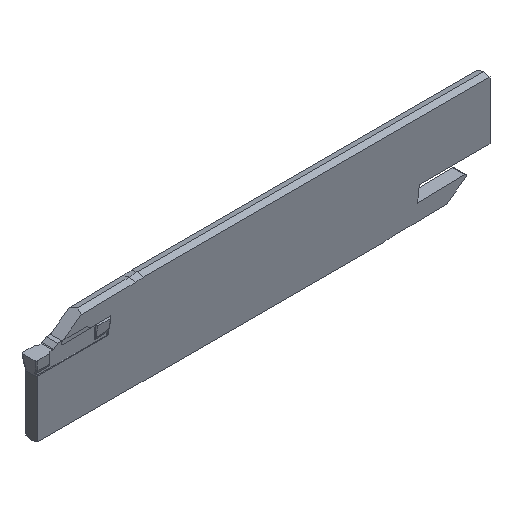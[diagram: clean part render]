
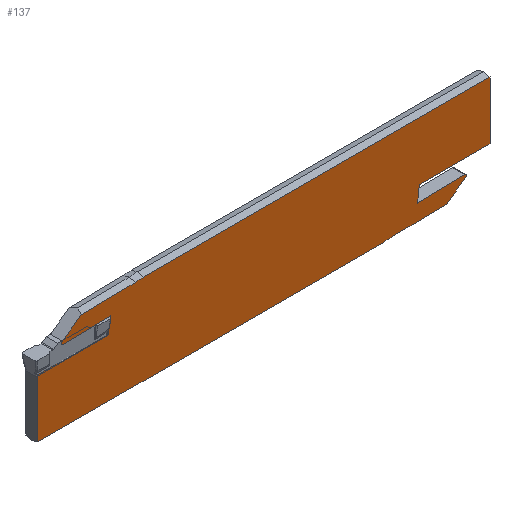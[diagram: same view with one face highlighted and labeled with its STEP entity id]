
A CAD part, isometric view. The second image highlights one B-rep face of the part: STEP entity #137.
In plain terms, the highlighted planar face has unit normal (0, -1, 0).
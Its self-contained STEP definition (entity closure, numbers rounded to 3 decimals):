
#137=ADVANCED_FACE('',(#245),#203,.F.);
#203=PLANE('',#1330);
#245=FACE_OUTER_BOUND('',#311,.T.);
#311=EDGE_LOOP('',(#395,#396,#397,#398,#399,#400,#401,#402,#403,#404,#405,
#406,#407,#408,#409,#410,#411,#412));
#377=CIRCLE('',#1326,25.536);
#378=CIRCLE('',#1327,0.6);
#379=CIRCLE('',#1328,25.536);
#380=CIRCLE('',#1329,0.6);
#395=ORIENTED_EDGE('',*,*,#879,.F.);
#396=ORIENTED_EDGE('',*,*,#880,.F.);
#397=ORIENTED_EDGE('',*,*,#881,.T.);
#398=ORIENTED_EDGE('',*,*,#882,.F.);
#399=ORIENTED_EDGE('',*,*,#883,.F.);
#400=ORIENTED_EDGE('',*,*,#884,.F.);
#401=ORIENTED_EDGE('',*,*,#885,.F.);
#402=ORIENTED_EDGE('',*,*,#886,.F.);
#403=ORIENTED_EDGE('',*,*,#887,.F.);
#404=ORIENTED_EDGE('',*,*,#888,.F.);
#405=ORIENTED_EDGE('',*,*,#889,.F.);
#406=ORIENTED_EDGE('',*,*,#890,.F.);
#407=ORIENTED_EDGE('',*,*,#891,.T.);
#408=ORIENTED_EDGE('',*,*,#892,.F.);
#409=ORIENTED_EDGE('',*,*,#893,.F.);
#410=ORIENTED_EDGE('',*,*,#894,.F.);
#411=ORIENTED_EDGE('',*,*,#895,.F.);
#412=ORIENTED_EDGE('',*,*,#896,.F.);
#759=VERTEX_POINT('',#1786);
#760=VERTEX_POINT('',#1787);
#761=VERTEX_POINT('',#1789);
#762=VERTEX_POINT('',#1791);
#763=VERTEX_POINT('',#1793);
#764=VERTEX_POINT('',#1795);
#765=VERTEX_POINT('',#1797);
#766=VERTEX_POINT('',#1799);
#767=VERTEX_POINT('',#1801);
#768=VERTEX_POINT('',#1803);
#769=VERTEX_POINT('',#1805);
#770=VERTEX_POINT('',#1807);
#771=VERTEX_POINT('',#1809);
#772=VERTEX_POINT('',#1811);
#773=VERTEX_POINT('',#1813);
#774=VERTEX_POINT('',#1815);
#775=VERTEX_POINT('',#1817);
#776=VERTEX_POINT('',#1819);
#879=EDGE_CURVE('',#759,#760,#1061,.T.);
#880=EDGE_CURVE('',#761,#759,#1062,.T.);
#881=EDGE_CURVE('',#761,#762,#1063,.T.);
#882=EDGE_CURVE('',#763,#762,#1064,.T.);
#883=EDGE_CURVE('',#764,#763,#377,.T.);
#884=EDGE_CURVE('',#765,#764,#1065,.T.);
#885=EDGE_CURVE('',#766,#765,#1066,.T.);
#886=EDGE_CURVE('',#767,#766,#378,.T.);
#887=EDGE_CURVE('',#768,#767,#1067,.T.);
#888=EDGE_CURVE('',#769,#768,#1068,.T.);
#889=EDGE_CURVE('',#770,#769,#1069,.T.);
#890=EDGE_CURVE('',#771,#770,#1070,.T.);
#891=EDGE_CURVE('',#771,#772,#1071,.T.);
#892=EDGE_CURVE('',#773,#772,#379,.T.);
#893=EDGE_CURVE('',#774,#773,#1072,.T.);
#894=EDGE_CURVE('',#775,#774,#1073,.T.);
#895=EDGE_CURVE('',#776,#775,#380,.T.);
#896=EDGE_CURVE('',#760,#776,#1074,.T.);
#1061=LINE('',#1785,#1193);
#1062=LINE('',#1788,#1194);
#1063=LINE('',#1790,#1195);
#1064=LINE('',#1792,#1196);
#1065=LINE('',#1796,#1197);
#1066=LINE('',#1798,#1198);
#1067=LINE('',#1802,#1199);
#1068=LINE('',#1804,#1200);
#1069=LINE('',#1806,#1201);
#1070=LINE('',#1808,#1202);
#1071=LINE('',#1810,#1203);
#1072=LINE('',#1814,#1204);
#1073=LINE('',#1816,#1205);
#1074=LINE('',#1820,#1206);
#1193=VECTOR('',#1436,1.);
#1194=VECTOR('',#1437,1.);
#1195=VECTOR('',#1438,1.);
#1196=VECTOR('',#1439,1.);
#1197=VECTOR('',#1442,1.);
#1198=VECTOR('',#1443,1.);
#1199=VECTOR('',#1446,1.);
#1200=VECTOR('',#1447,1.);
#1201=VECTOR('',#1448,1.);
#1202=VECTOR('',#1449,1.);
#1203=VECTOR('',#1450,1.);
#1204=VECTOR('',#1453,1.);
#1205=VECTOR('',#1454,1.);
#1206=VECTOR('',#1457,1.);
#1326=AXIS2_PLACEMENT_3D('',#1794,#1440,#1441);
#1327=AXIS2_PLACEMENT_3D('',#1800,#1444,#1445);
#1328=AXIS2_PLACEMENT_3D('',#1812,#1451,#1452);
#1329=AXIS2_PLACEMENT_3D('',#1818,#1455,#1456);
#1330=AXIS2_PLACEMENT_3D('',#1821,#1458,#1459);
#1436=DIRECTION('',(0.122,0.,0.993));
#1437=DIRECTION('',(1.,0.,0.));
#1438=DIRECTION('',(0.,0.,-1.));
#1439=DIRECTION('',(-1.,0.,0.));
#1440=DIRECTION('',(0.,-1.,0.));
#1441=DIRECTION('',(-0.017,0.,1.));
#1442=DIRECTION('',(-1.,0.,-0.017));
#1443=DIRECTION('',(-0.819,0.,-0.574));
#1444=DIRECTION('',(0.,1.,0.));
#1445=DIRECTION('',(0.,0.,1.));
#1446=DIRECTION('',(1.,0.,0.026));
#1447=DIRECTION('',(-0.122,0.,-0.993));
#1448=DIRECTION('',(-1.,0.,0.));
#1449=DIRECTION('',(0.,0.,-1.));
#1450=DIRECTION('',(-1.,0.,0.));
#1451=DIRECTION('',(0.,-1.,0.));
#1452=DIRECTION('',(0.017,0.,-1.));
#1453=DIRECTION('',(1.,0.,0.017));
#1454=DIRECTION('',(0.819,0.,0.574));
#1455=DIRECTION('',(0.,1.,0.));
#1456=DIRECTION('',(0.,0.,1.));
#1457=DIRECTION('',(-1.,0.,-0.026));
#1458=DIRECTION('',(0.,1.,0.));
#1459=DIRECTION('',(0.,0.,1.));
#1785=CARTESIAN_POINT('',(26.601,-2.,21.18));
#1786=CARTESIAN_POINT('',(23.435,-2.,-4.6));
#1787=CARTESIAN_POINT('',(24.047,-2.,0.379));
#1788=CARTESIAN_POINT('',(150.,-2.,-4.6));
#1789=CARTESIAN_POINT('',(0.,-2.,-4.6));
#1790=CARTESIAN_POINT('',(0.,-2.,6.028));
#1791=CARTESIAN_POINT('',(0.,-2.,-23.828));
#1792=CARTESIAN_POINT('',(150.,-2.,-23.828));
#1793=CARTESIAN_POINT('',(114.967,-2.,-23.828));
#1794=CARTESIAN_POINT('',(118.186,-2.,-49.16));
#1795=CARTESIAN_POINT('',(117.749,-2.,-23.628));
#1796=CARTESIAN_POINT('',(150.,-2.,-23.065));
#1797=CARTESIAN_POINT('',(135.546,-2.,-23.318));
#1798=CARTESIAN_POINT('',(159.033,-2.,-6.872));
#1799=CARTESIAN_POINT('',(141.909,-2.,-18.862));
#1800=CARTESIAN_POINT('',(141.565,-2.,-18.371));
#1801=CARTESIAN_POINT('',(141.549,-2.,-17.771));
#1802=CARTESIAN_POINT('',(150.617,-2.,-17.534));
#1803=CARTESIAN_POINT('',(125.953,-2.,-18.179));
#1804=CARTESIAN_POINT('',(129.239,-2.,8.577));
#1805=CARTESIAN_POINT('',(126.565,-2.,-13.2));
#1806=CARTESIAN_POINT('',(150.,-2.,-13.2));
#1807=CARTESIAN_POINT('',(150.,-2.,-13.2));
#1808=CARTESIAN_POINT('',(150.,-2.,6.028));
#1809=CARTESIAN_POINT('',(150.,-2.,6.028));
#1810=CARTESIAN_POINT('',(150.,-2.,6.028));
#1811=CARTESIAN_POINT('',(35.033,-2.,6.028));
#1812=CARTESIAN_POINT('',(31.814,-2.,31.36));
#1813=CARTESIAN_POINT('',(32.251,-2.,5.828));
#1814=CARTESIAN_POINT('',(0.,-2.,5.265));
#1815=CARTESIAN_POINT('',(14.454,-2.,5.518));
#1816=CARTESIAN_POINT('',(105.647,-2.,69.371));
#1817=CARTESIAN_POINT('',(8.091,-2.,1.062));
#1818=CARTESIAN_POINT('',(8.435,-2.,0.571));
#1819=CARTESIAN_POINT('',(8.451,-2.,-0.029));
#1820=CARTESIAN_POINT('',(150.062,-2.,3.679));
#1821=CARTESIAN_POINT('',(150.,-2.,6.028));
